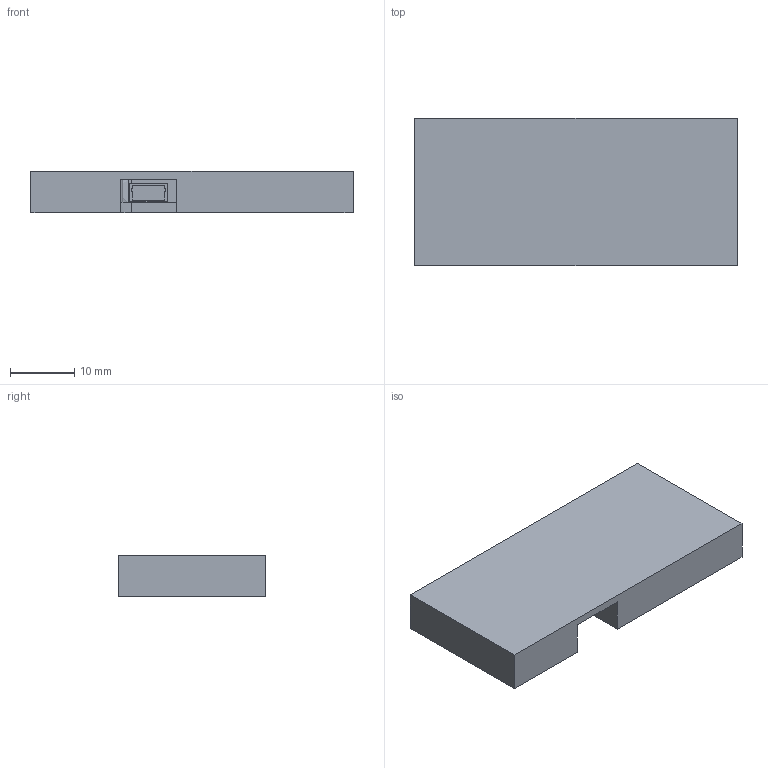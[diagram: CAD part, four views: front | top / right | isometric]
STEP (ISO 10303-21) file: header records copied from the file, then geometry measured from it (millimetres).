
FILE_DESCRIPTION(/* description */ ('KiCad electronic assembly'),/* implementation_level */ '2;1');
FILE_NAME(/* name */ 'muon-Reference-Implementation.step',/* time_stamp */ '2025-12-29T01:24:26+09:00',/* author */ (''),/* organization */ (''),/* preprocessor_version */ 'ST-DEVELOPER v20.1',/* originating_system */ 'Autodesk Translation Framework v14.21.0.0',/* authorisation */ '');
FILE_SCHEMA (('AUTOMOTIVE_DESIGN { 1 0 10303 214 3 1 1 }'));
Length unit declared in the file: millimetre
Products named in the file (9): muon-3D-full 1; muon-3D-simplified; Muon-Outline-1.6mm v1; kicad_embedded_212A95117681C903C141F67D1C4FB8A6; Fuse_0805_2012Metric; USON-10_2.5x1.0mm_P0.5mm; JST-SR-4; D_SOD-523; R_0603_1608Metric
Assembly tree (9 placements, depth 3):
  muon-3D-full 1
    muon-3D-simplified
      Muon-Outline-1.6mm v1
      R_0603_1608Metric  x2
      kicad_embedded_212A95117681C903C141F67D1C4FB8A6
      Fuse_0805_2012Metric
      USON-10_2.5x1.0mm_P0.5mm
      JST-SR-4
      D_SOD-523
Bounding box: 50 x 22.9 x 6.4 mm (x, y, z)
Volume: 5955.1 mm3; surface area: 4990.1 mm2
Topology: 25 solids, 25 shells, 560 faces, 1452 edges, 951 vertices
Faces by surface type: plane 407, cylinder 124, bspline 23, cone 6
Full cylindrical faces by diameter (mm): 0.2 x1, 0.5 x2, 0.6 x2, 2 x2, 2.7 x2
Entity records: 17500 total; most frequent: CARTESIAN_POINT 3826, ORIENTED_EDGE 2768, DIRECTION 2634, EDGE_CURVE 1384, LINE 1082, VECTOR 1082, VERTEX_POINT 907, AXIS2_PLACEMENT_3D 776
